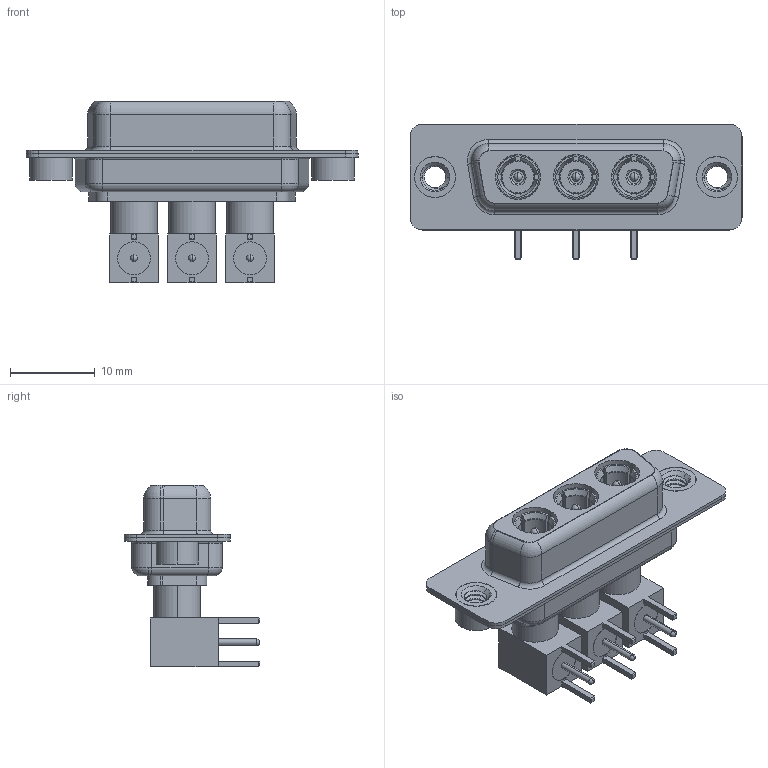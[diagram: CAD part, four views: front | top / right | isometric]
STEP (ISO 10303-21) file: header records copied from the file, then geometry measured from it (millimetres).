
FILE_DESCRIPTION (( 'STEP AP203' ), '1' );
FILE_NAME ('630-3W3-240-5TA.STEP', '2022-05-27T16:29:37', ( '' ), ( '' ), 'SwSTEP 2.0', 'SolidWorks 2020', '' );
FILE_SCHEMA (( 'CONFIG_CONTROL_DESIGN' ));
Length unit declared in the file: millimetre
Products named in the file (14): RA Back Shell; Co-Ax Plug_RA PC Tail; Co-Ax Plug Assy_RA; Insulator Pin_Straight PC Tail; Insulator RA Pin; 630Combo Shell Rear_15 Contacts; 630-3W3-240-5TA; Pin_RA; 630Combo Threaded Rivet_A; Locking Collar; 630Combo Shell Front_15 Contacts; 630Combo Housing_3W3
Assembly tree (26 placements, depth 3):
  630-3W3-240-5TA
    630Combo Housing_3W3
    630Combo Shell Front_15 Contacts
    630Combo Shell Rear_15 Contacts
    630Combo Threaded Rivet_A  x2
    Co-Ax Plug Assy_RA
      Co-Ax Plug_RA PC Tail
      Insulator Pin_Straight PC Tail
      Pin_RA
      Locking Collar
      RA Back Shell
      Insulator RA Pin
    Co-Ax Plug Assy_RA
      Co-Ax Plug_RA PC Tail
      Insulator Pin_Straight PC Tail
      Pin_RA
      Locking Collar
      RA Back Shell
      Insulator RA Pin
    Co-Ax Plug Assy_RA
      Co-Ax Plug_RA PC Tail
      Insulator Pin_Straight PC Tail
      Pin_RA
      Locking Collar
      RA Back Shell
      Insulator RA Pin
Bounding box: 39.2 x 16 x 21.41 mm (x, y, z)
Volume: 3133.2 mm3; surface area: 7792.8 mm2
Topology: 23 solids, 23 shells, 777 faces, 1874 edges, 1172 vertices
Faces by surface type: cylinder 330, plane 268, cone 83, torus 75, sphere 12, bspline 9
Entity records: 15930 total; most frequent: CARTESIAN_POINT 4001, DIRECTION 2277, ORIENTED_EDGE 2020, EDGE_CURVE 1010, AXIS2_PLACEMENT_3D 919, VERTEX_POINT 636, EDGE_LOOP 476, CIRCLE 470
